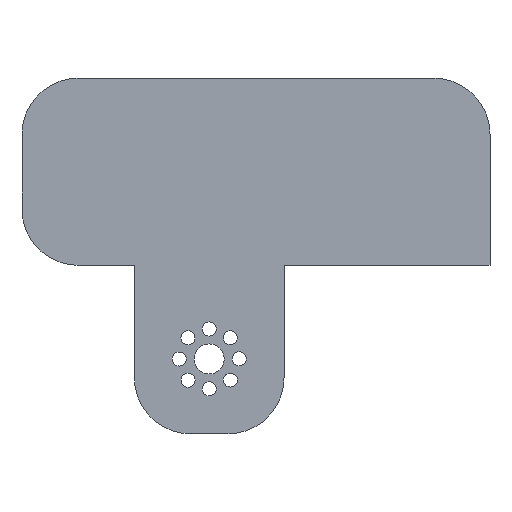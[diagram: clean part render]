
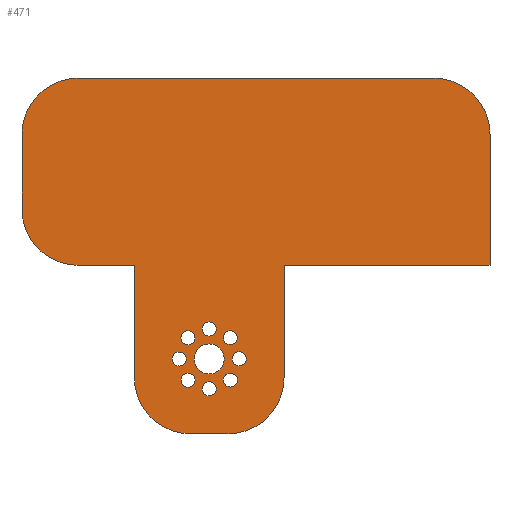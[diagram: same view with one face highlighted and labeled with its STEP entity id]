
A CAD part, left-side view. The second image highlights one B-rep face of the part: STEP entity #471.
In plain terms, the highlighted planar face has unit normal (-1, 0, 0).
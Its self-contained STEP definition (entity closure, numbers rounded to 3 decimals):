
#15=FACE_BOUND('',#70,.T.);
#16=FACE_BOUND('',#71,.T.);
#17=FACE_BOUND('',#72,.T.);
#18=FACE_BOUND('',#73,.T.);
#19=FACE_BOUND('',#74,.T.);
#20=FACE_BOUND('',#75,.T.);
#21=FACE_BOUND('',#76,.T.);
#22=FACE_BOUND('',#77,.T.);
#23=FACE_BOUND('',#78,.T.);
#34=PLANE('',#511);
#45=FACE_OUTER_BOUND('',#69,.T.);
#69=EDGE_LOOP('',(#331,#332,#333,#334,#335,#336,#337,#338,#339,#340,#341,
#342,#343));
#70=EDGE_LOOP('',(#344));
#71=EDGE_LOOP('',(#345));
#72=EDGE_LOOP('',(#346));
#73=EDGE_LOOP('',(#347));
#74=EDGE_LOOP('',(#348));
#75=EDGE_LOOP('',(#349));
#76=EDGE_LOOP('',(#350));
#77=EDGE_LOOP('',(#351));
#78=EDGE_LOOP('',(#352));
#111=LINE('',#715,#149);
#114=LINE('',#721,#152);
#115=LINE('',#723,#153);
#116=LINE('',#725,#154);
#117=LINE('',#729,#155);
#118=LINE('',#733,#156);
#119=LINE('',#737,#157);
#120=LINE('',#739,#158);
#149=VECTOR('',#571,10.);
#152=VECTOR('',#576,10.);
#153=VECTOR('',#577,10.);
#154=VECTOR('',#578,10.);
#155=VECTOR('',#581,10.);
#156=VECTOR('',#584,10.);
#157=VECTOR('',#587,10.);
#158=VECTOR('',#588,10.);
#186=CIRCLE('',#509,15.);
#187=CIRCLE('',#512,15.);
#188=CIRCLE('',#513,15.);
#189=CIRCLE('',#514,15.);
#190=CIRCLE('',#515,15.);
#191=CIRCLE('',#516,4.);
#192=CIRCLE('',#517,1.875);
#193=CIRCLE('',#518,1.875);
#194=CIRCLE('',#519,1.875);
#195=CIRCLE('',#520,1.875);
#196=CIRCLE('',#521,1.875);
#197=CIRCLE('',#522,1.875);
#198=CIRCLE('',#523,1.875);
#199=CIRCLE('',#524,1.875);
#215=VERTEX_POINT('',#708);
#216=VERTEX_POINT('',#710);
#217=VERTEX_POINT('',#714);
#219=VERTEX_POINT('',#720);
#220=VERTEX_POINT('',#722);
#221=VERTEX_POINT('',#724);
#222=VERTEX_POINT('',#726);
#223=VERTEX_POINT('',#728);
#224=VERTEX_POINT('',#730);
#225=VERTEX_POINT('',#732);
#226=VERTEX_POINT('',#734);
#227=VERTEX_POINT('',#736);
#228=VERTEX_POINT('',#738);
#229=VERTEX_POINT('',#741);
#230=VERTEX_POINT('',#743);
#231=VERTEX_POINT('',#745);
#232=VERTEX_POINT('',#747);
#233=VERTEX_POINT('',#749);
#234=VERTEX_POINT('',#751);
#235=VERTEX_POINT('',#753);
#236=VERTEX_POINT('',#755);
#237=VERTEX_POINT('',#757);
#259=EDGE_CURVE('',#215,#216,#186,.T.);
#261=EDGE_CURVE('',#217,#216,#111,.T.);
#264=EDGE_CURVE('',#215,#219,#114,.T.);
#265=EDGE_CURVE('',#219,#220,#115,.T.);
#266=EDGE_CURVE('',#220,#221,#116,.T.);
#267=EDGE_CURVE('',#222,#221,#187,.T.);
#268=EDGE_CURVE('',#222,#223,#117,.T.);
#269=EDGE_CURVE('',#224,#223,#188,.T.);
#270=EDGE_CURVE('',#224,#225,#118,.T.);
#271=EDGE_CURVE('',#226,#225,#189,.T.);
#272=EDGE_CURVE('',#226,#227,#119,.T.);
#273=EDGE_CURVE('',#227,#228,#120,.T.);
#274=EDGE_CURVE('',#217,#228,#190,.T.);
#275=EDGE_CURVE('',#229,#229,#191,.T.);
#276=EDGE_CURVE('',#230,#230,#192,.T.);
#277=EDGE_CURVE('',#231,#231,#193,.T.);
#278=EDGE_CURVE('',#232,#232,#194,.T.);
#279=EDGE_CURVE('',#233,#233,#195,.T.);
#280=EDGE_CURVE('',#234,#234,#196,.T.);
#281=EDGE_CURVE('',#235,#235,#197,.T.);
#282=EDGE_CURVE('',#236,#236,#198,.T.);
#283=EDGE_CURVE('',#237,#237,#199,.T.);
#331=ORIENTED_EDGE('',*,*,#259,.F.);
#332=ORIENTED_EDGE('',*,*,#264,.T.);
#333=ORIENTED_EDGE('',*,*,#265,.T.);
#334=ORIENTED_EDGE('',*,*,#266,.T.);
#335=ORIENTED_EDGE('',*,*,#267,.F.);
#336=ORIENTED_EDGE('',*,*,#268,.T.);
#337=ORIENTED_EDGE('',*,*,#269,.F.);
#338=ORIENTED_EDGE('',*,*,#270,.T.);
#339=ORIENTED_EDGE('',*,*,#271,.F.);
#340=ORIENTED_EDGE('',*,*,#272,.T.);
#341=ORIENTED_EDGE('',*,*,#273,.T.);
#342=ORIENTED_EDGE('',*,*,#274,.F.);
#343=ORIENTED_EDGE('',*,*,#261,.T.);
#344=ORIENTED_EDGE('',*,*,#275,.F.);
#345=ORIENTED_EDGE('',*,*,#276,.F.);
#346=ORIENTED_EDGE('',*,*,#277,.F.);
#347=ORIENTED_EDGE('',*,*,#278,.F.);
#348=ORIENTED_EDGE('',*,*,#279,.F.);
#349=ORIENTED_EDGE('',*,*,#280,.F.);
#350=ORIENTED_EDGE('',*,*,#281,.F.);
#351=ORIENTED_EDGE('',*,*,#282,.F.);
#352=ORIENTED_EDGE('',*,*,#283,.F.);
#471=ADVANCED_FACE('',(#45,#15,#16,#17,#18,#19,#20,#21,#22,#23),#34,.F.);
#509=AXIS2_PLACEMENT_3D('',#711,#566,#567);
#511=AXIS2_PLACEMENT_3D('',#719,#574,#575);
#512=AXIS2_PLACEMENT_3D('',#727,#579,#580);
#513=AXIS2_PLACEMENT_3D('',#731,#582,#583);
#514=AXIS2_PLACEMENT_3D('',#735,#585,#586);
#515=AXIS2_PLACEMENT_3D('',#740,#589,#590);
#516=AXIS2_PLACEMENT_3D('',#742,#591,#592);
#517=AXIS2_PLACEMENT_3D('',#744,#593,#594);
#518=AXIS2_PLACEMENT_3D('',#746,#595,#596);
#519=AXIS2_PLACEMENT_3D('',#748,#597,#598);
#520=AXIS2_PLACEMENT_3D('',#750,#599,#600);
#521=AXIS2_PLACEMENT_3D('',#752,#601,#602);
#522=AXIS2_PLACEMENT_3D('',#754,#603,#604);
#523=AXIS2_PLACEMENT_3D('',#756,#605,#606);
#524=AXIS2_PLACEMENT_3D('',#758,#607,#608);
#566=DIRECTION('center_axis',(1.,0.,0.));
#567=DIRECTION('ref_axis',(0.,-0.707,-0.707));
#571=DIRECTION('',(0.,-1.,0.));
#574=DIRECTION('center_axis',(1.,0.,0.));
#575=DIRECTION('ref_axis',(0.,0.,-1.));
#576=DIRECTION('',(0.,0.,1.));
#577=DIRECTION('',(0.,-1.,0.));
#578=DIRECTION('',(0.,0.,1.));
#579=DIRECTION('center_axis',(1.,0.,0.));
#580=DIRECTION('ref_axis',(0.,-0.707,0.707));
#581=DIRECTION('',(0.,1.,0.));
#582=DIRECTION('center_axis',(1.,0.,0.));
#583=DIRECTION('ref_axis',(0.,0.707,0.707));
#584=DIRECTION('',(0.,0.,-1.));
#585=DIRECTION('center_axis',(1.,0.,0.));
#586=DIRECTION('ref_axis',(0.,0.707,-0.707));
#587=DIRECTION('',(0.,-1.,0.));
#588=DIRECTION('',(0.,0.,-1.));
#589=DIRECTION('center_axis',(1.,0.,0.));
#590=DIRECTION('ref_axis',(0.,0.707,-0.707));
#591=DIRECTION('center_axis',(-1.,0.,0.));
#592=DIRECTION('ref_axis',(0.,0.,-1.));
#593=DIRECTION('center_axis',(-1.,0.,0.));
#594=DIRECTION('ref_axis',(0.,0.,-1.));
#595=DIRECTION('center_axis',(-1.,0.,0.));
#596=DIRECTION('ref_axis',(0.,0.,-1.));
#597=DIRECTION('center_axis',(-1.,0.,0.));
#598=DIRECTION('ref_axis',(0.,0.,-1.));
#599=DIRECTION('center_axis',(-1.,0.,0.));
#600=DIRECTION('ref_axis',(0.,0.,-1.));
#601=DIRECTION('center_axis',(-1.,0.,0.));
#602=DIRECTION('ref_axis',(0.,0.,-1.));
#603=DIRECTION('center_axis',(-1.,0.,0.));
#604=DIRECTION('ref_axis',(0.,0.,-1.));
#605=DIRECTION('center_axis',(-1.,0.,0.));
#606=DIRECTION('ref_axis',(0.,0.,-1.));
#607=DIRECTION('center_axis',(-1.,0.,0.));
#608=DIRECTION('ref_axis',(0.,0.,-1.));
#708=CARTESIAN_POINT('',(0.,55.,-80.));
#710=CARTESIAN_POINT('',(0.,70.,-95.));
#711=CARTESIAN_POINT('Origin',(0.,70.,-80.));
#714=CARTESIAN_POINT('',(0.,80.,-95.));
#715=CARTESIAN_POINT('',(0.,95.,-95.));
#719=CARTESIAN_POINT('Origin',(0.,62.5,-25.));
#720=CARTESIAN_POINT('',(0.,55.,-50.));
#721=CARTESIAN_POINT('',(0.,55.,-95.));
#722=CARTESIAN_POINT('',(0.,0.,-50.));
#723=CARTESIAN_POINT('',(0.,55.,-50.));
#724=CARTESIAN_POINT('',(0.,0.,-15.));
#725=CARTESIAN_POINT('',(0.,0.,-50.));
#726=CARTESIAN_POINT('',(0.,15.,0.));
#727=CARTESIAN_POINT('Origin',(0.,15.,-15.));
#728=CARTESIAN_POINT('',(0.,110.,0.));
#729=CARTESIAN_POINT('',(0.,0.,0.));
#730=CARTESIAN_POINT('',(0.,125.,-15.));
#731=CARTESIAN_POINT('Origin',(0.,110.,-15.));
#732=CARTESIAN_POINT('',(0.,125.,-35.));
#733=CARTESIAN_POINT('',(0.,125.,0.));
#734=CARTESIAN_POINT('',(0.,110.,-50.));
#735=CARTESIAN_POINT('Origin',(0.,110.,-35.));
#736=CARTESIAN_POINT('',(0.,95.,-50.));
#737=CARTESIAN_POINT('',(0.,55.,-50.));
#738=CARTESIAN_POINT('',(0.,95.,-80.));
#739=CARTESIAN_POINT('',(0.,95.,-50.));
#740=CARTESIAN_POINT('Origin',(0.,80.,-80.));
#741=CARTESIAN_POINT('',(0.,75.,-71.));
#742=CARTESIAN_POINT('Origin',(0.,75.,-75.));
#743=CARTESIAN_POINT('',(0.,75.02,-65.125));
#744=CARTESIAN_POINT('Origin',(0.,75.02,-67.));
#745=CARTESIAN_POINT('',(0.,74.98,-81.125));
#746=CARTESIAN_POINT('Origin',(0.,74.98,-83.));
#747=CARTESIAN_POINT('',(0.,80.642,-78.796));
#748=CARTESIAN_POINT('Origin',(0.,80.642,-80.671));
#749=CARTESIAN_POINT('',(0.,69.329,-78.767));
#750=CARTESIAN_POINT('Origin',(0.,69.329,-80.642));
#751=CARTESIAN_POINT('',(0.,67.,-73.105));
#752=CARTESIAN_POINT('Origin',(0.,67.,-74.98));
#753=CARTESIAN_POINT('',(0.,69.358,-67.454));
#754=CARTESIAN_POINT('Origin',(0.,69.358,-69.329));
#755=CARTESIAN_POINT('',(0.,80.671,-67.483));
#756=CARTESIAN_POINT('Origin',(0.,80.671,-69.358));
#757=CARTESIAN_POINT('',(0.,83.,-73.145));
#758=CARTESIAN_POINT('Origin',(0.,83.,-75.02));
